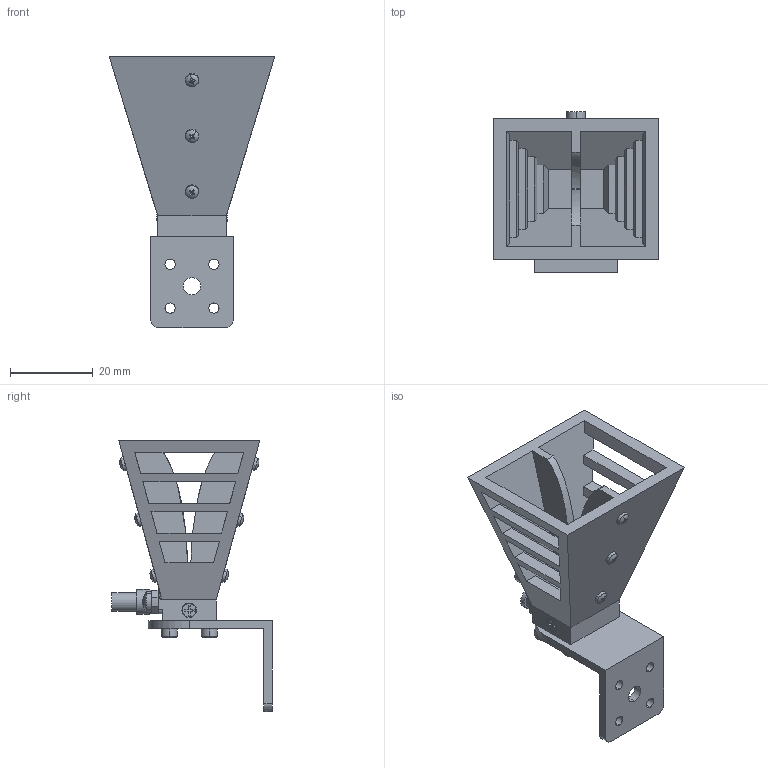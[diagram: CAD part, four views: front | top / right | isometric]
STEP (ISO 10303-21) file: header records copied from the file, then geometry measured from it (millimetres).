
FILE_DESCRIPTION (( 'STEP AP214' ), '1' );
FILE_NAME ('FMWAN1160_3D.step', '2023-07-25T17:00:10', ( '' ), ( '' ), 'SwSTEP 2.0', 'SolidWorks 2022', '' );
FILE_SCHEMA (( 'AUTOMOTIVE_DESIGN' ));
Length unit declared in the file: inch
Products named in the file (10): 1160 3D drawing3^1160 3D drawing(2)_FMWAN1160; 1160 3D drawing2^1160 3D drawing(2)_FMWAN1160; MOUNTING_BRACKET-230026_MOUNTING BRACKET-4; socket head cap screw_am_B18.3.1M - 2 x 0.4 x 6 Hex SHCS -- 6CHX; hardware1^1160 3D drawing(2)_FMWAN1160; 1160 3D drawing4^1160 3D drawing(2)_FMWAN1160; 1160 3D drawing1^1160 3D drawing(2)_FMWAN1160; FMWAN1160_3D; 1160 3D drawing5^1160 3D drawing(2)_FMWAN1160; 1160 3D drawing(2)^FMWAN1160
Assembly tree (13 placements, depth 3):
  FMWAN1160_3D
    1160 3D drawing(2)^FMWAN1160
      1160 3D drawing1^1160 3D drawing(2)_FMWAN1160
      1160 3D drawing2^1160 3D drawing(2)_FMWAN1160
      1160 3D drawing3^1160 3D drawing(2)_FMWAN1160
      1160 3D drawing4^1160 3D drawing(2)_FMWAN1160
      1160 3D drawing5^1160 3D drawing(2)_FMWAN1160
      hardware1^1160 3D drawing(2)_FMWAN1160  x2
    MOUNTING_BRACKET-230026_MOUNTING BRACKET-4
    socket head cap screw_am_B18.3.1M - 2 x 0.4 x 6 Hex SHCS -- 6CHX  x4
Bounding box: 40.06 x 38.82 x 65.6 mm (x, y, z)
Volume: 13490.3 mm3; surface area: 12222 mm2
Topology: 12 solids, 17 shells, 602 faces, 1452 edges, 899 vertices
Faces by surface type: plane 299, cylinder 200, cone 52, torus 20, bspline 19, sphere 12
Entity records: 19368 total; most frequent: CARTESIAN_POINT 7418, DIRECTION 2443, ORIENTED_EDGE 2382, EDGE_CURVE 1191, AXIS2_PLACEMENT_3D 929, VERTEX_POINT 746, VECTOR 585, LINE 585
